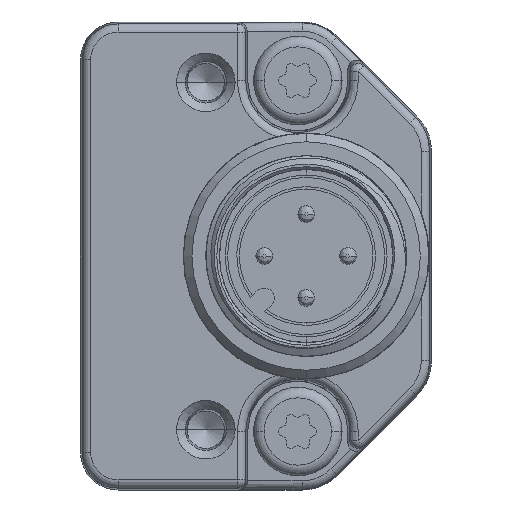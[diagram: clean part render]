
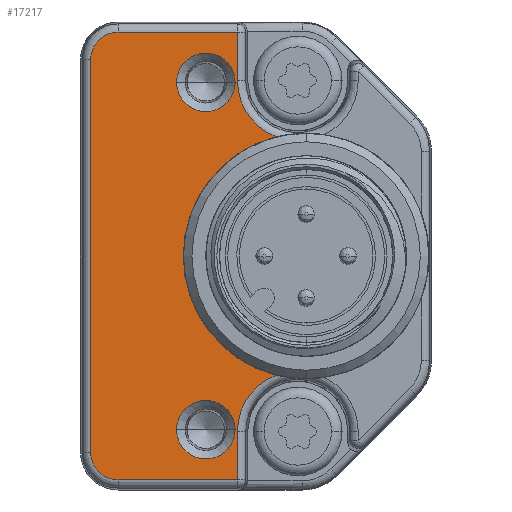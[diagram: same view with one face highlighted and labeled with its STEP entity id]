
A CAD part, left-side view. The second image highlights one B-rep face of the part: STEP entity #17217.
In plain terms, the highlighted planar face has unit normal (-1, 0, 0).
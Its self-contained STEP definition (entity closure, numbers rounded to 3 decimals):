
#498=CARTESIAN_POINT('',(-13.,9.297,-7.127));
#644=CARTESIAN_POINT('',(-13.,9.297,7.127));
#667=CARTESIAN_POINT('',(-13.,8.,-10.5));
#668=DIRECTION('',(1.,0.,0.));
#669=DIRECTION('',(0.,1.,0.));
#670=AXIS2_PLACEMENT_3D('',#667,#668,#669);
#672=DIRECTION('',(0.,0.,1.));
#673=VECTOR('',#672,2.891);
#674=CARTESIAN_POINT('',(-13.,11.614,-13.391));
#675=LINE('',#674,#673);
#676=DIRECTION('',(0.,-1.,0.));
#677=VECTOR('',#676,7.136);
#678=CARTESIAN_POINT('',(-13.,18.75,-13.391));
#679=LINE('',#678,#677);
#680=CARTESIAN_POINT('',(-13.,18.75,-11.75));
#681=DIRECTION('',(-1.,0.,0.));
#682=DIRECTION('',(0.,1.,0.));
#683=AXIS2_PLACEMENT_3D('',#680,#681,#682);
#685=DIRECTION('',(0.,0.,-1.));
#686=VECTOR('',#685,23.5);
#687=CARTESIAN_POINT('',(-13.,20.391,11.75));
#688=LINE('',#687,#686);
#689=CARTESIAN_POINT('',(-13.,18.75,11.75));
#690=DIRECTION('',(-1.,0.,0.));
#691=DIRECTION('',(0.,0.,1.));
#692=AXIS2_PLACEMENT_3D('',#689,#690,#691);
#694=DIRECTION('',(0.,1.,0.));
#695=VECTOR('',#694,7.136);
#696=CARTESIAN_POINT('',(-13.,11.614,13.391));
#697=LINE('',#696,#695);
#698=DIRECTION('',(0.,0.,1.));
#699=VECTOR('',#698,2.891);
#700=CARTESIAN_POINT('',(-13.,11.614,10.5));
#701=LINE('',#700,#699);
#702=CARTESIAN_POINT('',(-13.,8.,10.5));
#703=DIRECTION('',(1.,0.,0.));
#704=DIRECTION('',(0.,0.359,-0.933));
#705=AXIS2_PLACEMENT_3D('',#702,#703,#704);
#707=CARTESIAN_POINT('',(-13.,7.5,0.));
#708=DIRECTION('',(-1.,0.,0.));
#709=DIRECTION('',(0.,0.244,0.97));
#710=AXIS2_PLACEMENT_3D('',#707,#708,#709);
#712=CARTESIAN_POINT('',(-13.,13.5,-10.392));
#713=DIRECTION('',(1.,0.,0.));
#714=DIRECTION('',(0.,1.,0.));
#715=AXIS2_PLACEMENT_3D('',#712,#713,#714);
#717=CARTESIAN_POINT('',(-13.,13.5,-10.392));
#718=DIRECTION('',(1.,0.,0.));
#719=DIRECTION('',(0.,-1.,0.));
#720=AXIS2_PLACEMENT_3D('',#717,#718,#719);
#722=CARTESIAN_POINT('',(-13.,13.5,10.392));
#723=DIRECTION('',(1.,0.,0.));
#724=DIRECTION('',(0.,1.,0.));
#725=AXIS2_PLACEMENT_3D('',#722,#723,#724);
#727=CARTESIAN_POINT('',(-13.,13.5,10.392));
#728=DIRECTION('',(1.,0.,0.));
#729=DIRECTION('',(0.,-1.,0.));
#730=AXIS2_PLACEMENT_3D('',#727,#728,#729);
#15379=VERTEX_POINT('',#498);
#15380=VERTEX_POINT('',#644);
#15413=CARTESIAN_POINT('',(-13.,20.391,-11.75));
#15414=CARTESIAN_POINT('',(-13.,18.75,-13.391));
#15415=VERTEX_POINT('',#15413);
#15416=VERTEX_POINT('',#15414);
#15421=CARTESIAN_POINT('',(-13.,20.391,11.75));
#15422=VERTEX_POINT('',#15421);
#15425=CARTESIAN_POINT('',(-13.,18.75,13.391));
#15426=VERTEX_POINT('',#15425);
#15463=CARTESIAN_POINT('',(-13.,11.614,-10.5));
#15464=VERTEX_POINT('',#15463);
#15465=CARTESIAN_POINT('',(-13.,11.614,-13.391));
#15466=VERTEX_POINT('',#15465);
#15483=CARTESIAN_POINT('',(-13.,11.614,10.5));
#15484=VERTEX_POINT('',#15483);
#15485=CARTESIAN_POINT('',(-13.,11.614,13.391));
#15486=VERTEX_POINT('',#15485);
#15562=CARTESIAN_POINT('',(-13.,15.25,-10.392));
#15563=CARTESIAN_POINT('',(-13.,11.75,-10.392));
#15564=VERTEX_POINT('',#15562);
#15565=VERTEX_POINT('',#15563);
#15566=CARTESIAN_POINT('',(-13.,15.25,10.392));
#15567=CARTESIAN_POINT('',(-13.,11.75,10.392));
#15568=VERTEX_POINT('',#15566);
#15569=VERTEX_POINT('',#15567);
#17182=CARTESIAN_POINT('',(-13.,0.,0.));
#17183=DIRECTION('',(-1.,0.,0.));
#17184=DIRECTION('',(0.,0.,1.));
#17185=AXIS2_PLACEMENT_3D('',#17182,#17183,#17184);
#17186=PLANE('',#17185);
#17187=ORIENTED_EDGE('',*,*,#17030,.F.);
#17189=ORIENTED_EDGE('',*,*,#17188,.F.);
#17191=ORIENTED_EDGE('',*,*,#17190,.F.);
#17193=ORIENTED_EDGE('',*,*,#17192,.F.);
#17195=ORIENTED_EDGE('',*,*,#17194,.F.);
#17197=ORIENTED_EDGE('',*,*,#17196,.F.);
#17199=ORIENTED_EDGE('',*,*,#17198,.F.);
#17200=ORIENTED_EDGE('',*,*,#17173,.F.);
#17201=ORIENTED_EDGE('',*,*,#17131,.F.);
#17202=ORIENTED_EDGE('',*,*,#17045,.T.);
#17203=EDGE_LOOP('',(#17187,#17189,#17191,#17193,#17195,#17197,#17199,#17200,
#17201,#17202));
#17204=FACE_OUTER_BOUND('',#17203,.F.);
#17206=ORIENTED_EDGE('',*,*,#17205,.F.);
#17208=ORIENTED_EDGE('',*,*,#17207,.F.);
#17209=EDGE_LOOP('',(#17206,#17208));
#17210=FACE_BOUND('',#17209,.F.);
#17212=ORIENTED_EDGE('',*,*,#17211,.F.);
#17214=ORIENTED_EDGE('',*,*,#17213,.F.);
#17215=EDGE_LOOP('',(#17212,#17214));
#17216=FACE_BOUND('',#17215,.F.);
#17217=ADVANCED_FACE('',(#17204,#17210,#17216),#17186,.T.);
#671=CIRCLE('',#670,3.614);
#684=CIRCLE('',#683,1.641);
#693=CIRCLE('',#692,1.641);
#706=CIRCLE('',#705,3.614);
#711=CIRCLE('',#710,7.35);
#716=CIRCLE('',#715,1.75);
#721=CIRCLE('',#720,1.75);
#726=CIRCLE('',#725,1.75);
#731=CIRCLE('',#730,1.75);
#17030=EDGE_CURVE('',#15464,#15379,#671,.T.);
#17045=EDGE_CURVE('',#15380,#15379,#711,.T.);
#17131=EDGE_CURVE('',#15380,#15484,#706,.T.);
#17173=EDGE_CURVE('',#15484,#15486,#701,.T.);
#17188=EDGE_CURVE('',#15466,#15464,#675,.T.);
#17190=EDGE_CURVE('',#15416,#15466,#679,.T.);
#17192=EDGE_CURVE('',#15415,#15416,#684,.T.);
#17194=EDGE_CURVE('',#15422,#15415,#688,.T.);
#17196=EDGE_CURVE('',#15426,#15422,#693,.T.);
#17198=EDGE_CURVE('',#15486,#15426,#697,.T.);
#17205=EDGE_CURVE('',#15564,#15565,#716,.T.);
#17207=EDGE_CURVE('',#15565,#15564,#721,.T.);
#17211=EDGE_CURVE('',#15568,#15569,#726,.T.);
#17213=EDGE_CURVE('',#15569,#15568,#731,.T.);
